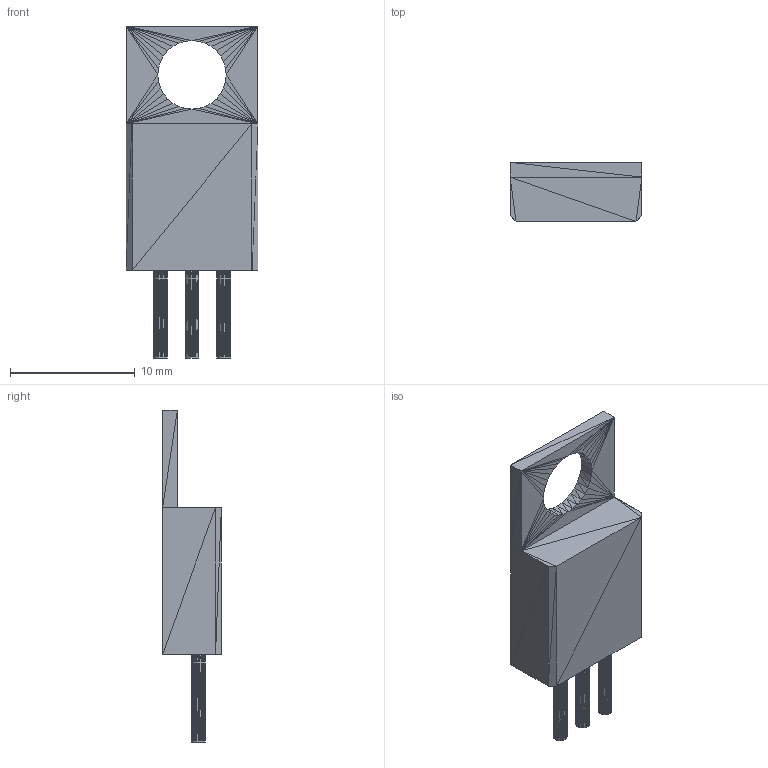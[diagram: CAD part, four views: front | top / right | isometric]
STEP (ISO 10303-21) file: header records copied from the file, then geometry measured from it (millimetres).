
FILE_DESCRIPTION(('STEP AP214'),'1');
FILE_NAME('T03Bm','2018-12-18T04:39:13',(''),(''),'','','');
FILE_SCHEMA(('AUTOMOTIVE_DESIGN'));
Length unit declared in the file: millimetre
Products named in the file (1): product
Bounding box: 10.54 x 4.7 x 26.57 mm (x, y, z)
Surface area: 686.2 mm2 (no closed solid volume)
Topology: 0 solids, 936 shells, 936 faces, 2808 edges, 2808 vertices
Faces by surface type: plane 936
Entity records: 30956 total; most frequent: CARTESIAN_POINT 6553, DIRECTION 4682, ORIENTED_EDGE 2808, EDGE_CURVE 2808, VERTEX_POINT 2808, LINE 2808, VECTOR 2808, AXIS2_PLACEMENT_3D 937
